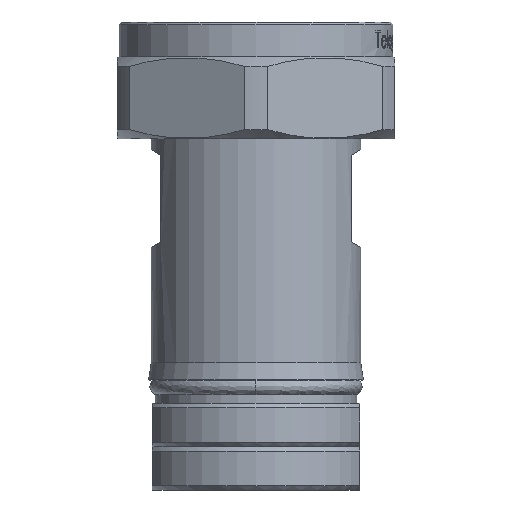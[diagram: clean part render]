
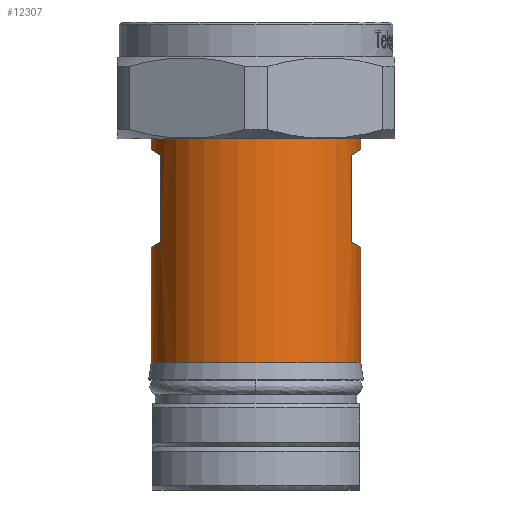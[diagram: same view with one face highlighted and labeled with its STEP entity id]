
A CAD part, front view. The second image highlights one B-rep face of the part: STEP entity #12307.
In plain terms, the highlighted cylindrical face has radius 12.1 mm (diameter 24.2 mm), a partial arc.
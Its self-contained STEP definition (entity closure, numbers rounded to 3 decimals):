
#120 =( BOUNDED_CURVE ( )  B_SPLINE_CURVE ( 3, ( #1091, #9202, #8329, #9551 ),
 .UNSPECIFIED., .F., .F. ) 
 B_SPLINE_CURVE_WITH_KNOTS ( ( 4, 4 ),
 ( 5.853, 6.283 ),
 .UNSPECIFIED. ) 
 CURVE ( )  GEOMETRIC_REPRESENTATION_ITEM ( )  RATIONAL_B_SPLINE_CURVE ( ( 1., 0.985, 0.985, 1. ) ) 
 REPRESENTATION_ITEM ( '' )  );
#121 = CARTESIAN_POINT ( 'NONE',  ( 12.1, 0., -14.002 ) ) ;
#133 = CARTESIAN_POINT ( 'NONE',  ( 11., -5.041, -24.637 ) ) ;
#160 = CARTESIAN_POINT ( 'NONE',  ( -11., -5.041, -14.637 ) ) ;
#278 = CIRCLE ( 'NONE', #11379, 12.1 ) ;
#333 = DIRECTION ( 'NONE',  ( 1., 0., 0. ) ) ;
#342 = CARTESIAN_POINT ( 'NONE',  ( 11., -5.041, -24.637 ) ) ;
#454 = VERTEX_POINT ( 'NONE', #14537 ) ;
#701 = CARTESIAN_POINT ( 'NONE',  ( -11., -5.041, -24.637 ) ) ;
#819 = LINE ( 'NONE', #2213, #7238 ) ;
#839 = ORIENTED_EDGE ( 'NONE', *, *, #6532, .T. ) ;
#960 = CARTESIAN_POINT ( 'NONE',  ( -12.1, 0., -25.272 ) ) ;
#1013 = ORIENTED_EDGE ( 'NONE', *, *, #8875, .F. ) ;
#1091 = CARTESIAN_POINT ( 'NONE',  ( 11., -5.041, -14.637 ) ) ;
#1132 = EDGE_CURVE ( 'NONE', #9100, #6295, #278, .T. ) ;
#1193 = CARTESIAN_POINT ( 'NONE',  ( -12.1, 0., -25.272 ) ) ;
#1343 = CARTESIAN_POINT ( 'NONE',  ( -12.1, 0., -14.002 ) ) ;
#1783 = VERTEX_POINT ( 'NONE', #1193 ) ;
#1915 = DIRECTION ( 'NONE',  ( 0., 0., 1. ) ) ;
#2190 = EDGE_CURVE ( 'NONE', #6295, #7228, #8820, .T. ) ;
#2213 = CARTESIAN_POINT ( 'NONE',  ( -12.1, 0., 0. ) ) ;
#2891 = FACE_OUTER_BOUND ( 'NONE', #11210, .T. ) ;
#2983 = CARTESIAN_POINT ( 'NONE',  ( -11.728, -3.453, -14.217 ) ) ;
#3984 = AXIS2_PLACEMENT_3D ( 'NONE', #13020, #10570, #4639 ) ;
#4078 = ORIENTED_EDGE ( 'NONE', *, *, #1132, .T. ) ;
#4586 = VECTOR ( 'NONE', #11442, 1000. ) ;
#4611 = CARTESIAN_POINT ( 'NONE',  ( 11., -5.041, 0. ) ) ;
#4639 = DIRECTION ( 'NONE',  ( 1., 0., 0. ) ) ;
#4678 = EDGE_CURVE ( 'NONE', #5004, #454, #5852, .T. ) ;
#4762 = EDGE_CURVE ( 'NONE', #14975, #11460, #14854, .T. ) ;
#5004 = VERTEX_POINT ( 'NONE', #121 ) ;
#5022 = DIRECTION ( 'NONE',  ( 0., 0., 1. ) ) ;
#5667 = EDGE_CURVE ( 'NONE', #14975, #8462, #11433, .T. ) ;
#5784 = CARTESIAN_POINT ( 'NONE',  ( -11.728, -3.453, -25.057 ) ) ;
#5851 = EDGE_CURVE ( 'NONE', #11235, #1783, #12016, .T. ) ;
#5852 = LINE ( 'NONE', #14627, #12246 ) ;
#6179 = CARTESIAN_POINT ( 'NONE',  ( 12.1, -1.747, -25.272 ) ) ;
#6295 = VERTEX_POINT ( 'NONE', #15663 ) ;
#6518 = DIRECTION ( 'NONE',  ( 0., 0., 1. ) ) ;
#6531 = ORIENTED_EDGE ( 'NONE', *, *, #4678, .T. ) ;
#6532 = EDGE_CURVE ( 'NONE', #11827, #5004, #120, .T. ) ;
#6566 = CARTESIAN_POINT ( 'NONE',  ( -12.1, 0., -11. ) ) ;
#6839 = EDGE_CURVE ( 'NONE', #11827, #7103, #14228, .T. ) ;
#7000 = DIRECTION ( 'NONE',  ( 0., 0., 1. ) ) ;
#7085 = ORIENTED_EDGE ( 'NONE', *, *, #5667, .F. ) ;
#7103 = VERTEX_POINT ( 'NONE', #342 ) ;
#7228 = VERTEX_POINT ( 'NONE', #15075 ) ;
#7238 = VECTOR ( 'NONE', #7000, 1000. ) ;
#7358 = LINE ( 'NONE', #12618, #13769 ) ;
#7364 = CARTESIAN_POINT ( 'NONE',  ( 11.728, -3.453, -25.057 ) ) ;
#7550 = ORIENTED_EDGE ( 'NONE', *, *, #4762, .T. ) ;
#7714 = CIRCLE ( 'NONE', #9073, 12.1 ) ;
#7781 = CYLINDRICAL_SURFACE ( 'NONE', #3984, 12.1 ) ;
#7830 = CARTESIAN_POINT ( 'NONE',  ( 12.1, 0., 0. ) ) ;
#8187 = CARTESIAN_POINT ( 'NONE',  ( -12.1, -1.747, -25.272 ) ) ;
#8203 = CARTESIAN_POINT ( 'NONE',  ( 11., -5.041, -14.637 ) ) ;
#8223 = VECTOR ( 'NONE', #15708, 1000. ) ;
#8329 = CARTESIAN_POINT ( 'NONE',  ( 12.1, -1.747, -14.002 ) ) ;
#8462 = VERTEX_POINT ( 'NONE', #6566 ) ;
#8820 = LINE ( 'NONE', #7830, #11627 ) ;
#8875 = EDGE_CURVE ( 'NONE', #11235, #11460, #7358, .T. ) ;
#8964 = ORIENTED_EDGE ( 'NONE', *, *, #6839, .F. ) ;
#9073 = AXIS2_PLACEMENT_3D ( 'NONE', #13722, #6518, #14959 ) ;
#9100 = VERTEX_POINT ( 'NONE', #14734 ) ;
#9186 = CARTESIAN_POINT ( 'NONE',  ( -12.1, 0., 0. ) ) ;
#9202 = CARTESIAN_POINT ( 'NONE',  ( 11.728, -3.453, -14.217 ) ) ;
#9431 =( BOUNDED_CURVE ( )  B_SPLINE_CURVE ( 3, ( #9703, #6179, #7364, #133 ),
 .UNSPECIFIED., .F., .F. ) 
 B_SPLINE_CURVE_WITH_KNOTS ( ( 4, 4 ),
 ( 3.142, 3.571 ),
 .UNSPECIFIED. ) 
 CURVE ( )  GEOMETRIC_REPRESENTATION_ITEM ( )  RATIONAL_B_SPLINE_CURVE ( ( 1., 0.985, 0.985, 1. ) ) 
 REPRESENTATION_ITEM ( '' )  );
#9551 = CARTESIAN_POINT ( 'NONE',  ( 12.1, 0., -14.002 ) ) ;
#9703 = CARTESIAN_POINT ( 'NONE',  ( 12.1, 0., -25.272 ) ) ;
#9743 = ORIENTED_EDGE ( 'NONE', *, *, #5851, .T. ) ;
#9931 = EDGE_CURVE ( 'NONE', #8462, #454, #7714, .T. ) ;
#10570 = DIRECTION ( 'NONE',  ( 0., 0., 1. ) ) ;
#10617 = DIRECTION ( 'NONE',  ( 0., 0., 1. ) ) ;
#10668 = EDGE_CURVE ( 'NONE', #7228, #7103, #9431, .T. ) ;
#10669 = DIRECTION ( 'NONE',  ( 0., 0., 1. ) ) ;
#10746 = CARTESIAN_POINT ( 'NONE',  ( -12.1, -1.747, -14.002 ) ) ;
#11210 = EDGE_LOOP ( 'NONE', ( #11254, #4078, #15442, #11646, #8964, #839, #6531, #11809, #7085, #7550, #1013, #9743 ) ) ;
#11235 = VERTEX_POINT ( 'NONE', #701 ) ;
#11254 = ORIENTED_EDGE ( 'NONE', *, *, #11854, .F. ) ;
#11379 = AXIS2_PLACEMENT_3D ( 'NONE', #15170, #10669, #333 ) ;
#11433 = LINE ( 'NONE', #9186, #8223 ) ;
#11442 = DIRECTION ( 'NONE',  ( 0., 0., -1. ) ) ;
#11460 = VERTEX_POINT ( 'NONE', #12110 ) ;
#11627 = VECTOR ( 'NONE', #10617, 1000. ) ;
#11646 = ORIENTED_EDGE ( 'NONE', *, *, #10668, .T. ) ;
#11809 = ORIENTED_EDGE ( 'NONE', *, *, #9931, .F. ) ;
#11827 = VERTEX_POINT ( 'NONE', #8203 ) ;
#11854 = EDGE_CURVE ( 'NONE', #9100, #1783, #819, .T. ) ;
#12016 =( BOUNDED_CURVE ( )  B_SPLINE_CURVE ( 3, ( #14211, #5784, #8187, #960 ),
 .UNSPECIFIED., .F., .F. ) 
 B_SPLINE_CURVE_WITH_KNOTS ( ( 4, 4 ),
 ( 2.712, 3.142 ),
 .UNSPECIFIED. ) 
 CURVE ( )  GEOMETRIC_REPRESENTATION_ITEM ( )  RATIONAL_B_SPLINE_CURVE ( ( 1., 0.985, 0.985, 1. ) ) 
 REPRESENTATION_ITEM ( '' )  );
#12110 = CARTESIAN_POINT ( 'NONE',  ( -11., -5.041, -14.637 ) ) ;
#12145 = CARTESIAN_POINT ( 'NONE',  ( -12.1, 0., -14.002 ) ) ;
#12246 = VECTOR ( 'NONE', #5022, 1000. ) ;
#12307 = ADVANCED_FACE ( 'NONE', ( #2891 ), #7781, .T. ) ;
#12618 = CARTESIAN_POINT ( 'NONE',  ( -11., -5.041, 0. ) ) ;
#13020 = CARTESIAN_POINT ( 'NONE',  ( 0., 0., 0. ) ) ;
#13722 = CARTESIAN_POINT ( 'NONE',  ( 0., 0., -11. ) ) ;
#13769 = VECTOR ( 'NONE', #1915, 1000. ) ;
#14211 = CARTESIAN_POINT ( 'NONE',  ( -11., -5.041, -24.637 ) ) ;
#14228 = LINE ( 'NONE', #4611, #4586 ) ;
#14537 = CARTESIAN_POINT ( 'NONE',  ( 12.1, 0., -11. ) ) ;
#14627 = CARTESIAN_POINT ( 'NONE',  ( 12.1, 0., 0. ) ) ;
#14734 = CARTESIAN_POINT ( 'NONE',  ( -12.1, 0., -38.6 ) ) ;
#14854 =( BOUNDED_CURVE ( )  B_SPLINE_CURVE ( 3, ( #12145, #10746, #2983, #160 ),
 .UNSPECIFIED., .F., .F. ) 
 B_SPLINE_CURVE_WITH_KNOTS ( ( 4, 4 ),
 ( 0., 0.43 ),
 .UNSPECIFIED. ) 
 CURVE ( )  GEOMETRIC_REPRESENTATION_ITEM ( )  RATIONAL_B_SPLINE_CURVE ( ( 1., 0.985, 0.985, 1. ) ) 
 REPRESENTATION_ITEM ( '' )  );
#14959 = DIRECTION ( 'NONE',  ( 1., 0., 0. ) ) ;
#14975 = VERTEX_POINT ( 'NONE', #1343 ) ;
#15075 = CARTESIAN_POINT ( 'NONE',  ( 12.1, 0., -25.272 ) ) ;
#15170 = CARTESIAN_POINT ( 'NONE',  ( 0., 0., -38.6 ) ) ;
#15442 = ORIENTED_EDGE ( 'NONE', *, *, #2190, .T. ) ;
#15663 = CARTESIAN_POINT ( 'NONE',  ( 12.1, 0., -38.6 ) ) ;
#15708 = DIRECTION ( 'NONE',  ( 0., 0., 1. ) ) ;
